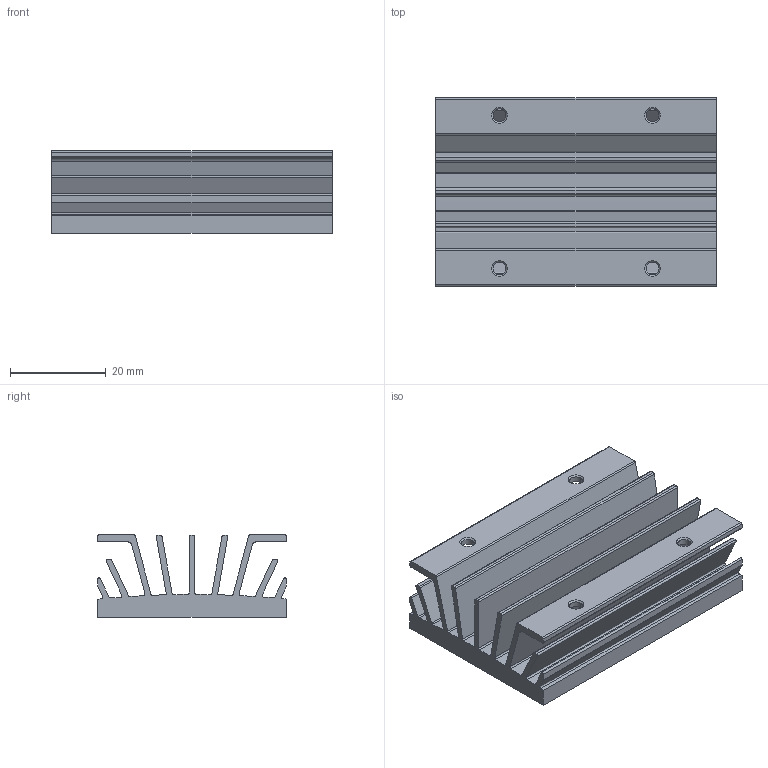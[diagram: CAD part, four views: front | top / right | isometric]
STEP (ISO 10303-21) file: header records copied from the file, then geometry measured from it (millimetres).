
FILE_DESCRIPTION (( 'STEP AP203' ), '1' );
FILE_NAME ('PORG_HEAT_SINK.step_Default_sldprt.STEP', '2020-11-13T20:12:52', ( '' ), ( '' ), 'SwSTEP 2.0', 'SolidWorks 2019', '' );
FILE_SCHEMA (( 'CONFIG_CONTROL_DESIGN' ));
Length unit declared in the file: inch
Products named in the file (1): PORG_HEAT_SINK.step_Default_sldprt
Bounding box: 58.7 x 39.4 x 17.3 mm (x, y, z)
Volume: 16345.3 mm3; surface area: 17718.9 mm2
Topology: 1 solids, 1 shells, 127 faces, 364 edges, 236 vertices
Faces by surface type: cylinder 70, plane 41, cone 16
Entity records: 4249 total; most frequent: DIRECTION 768, CARTESIAN_POINT 720, ORIENTED_EDGE 712, EDGE_CURVE 356, AXIS2_PLACEMENT_3D 284, VERTEX_POINT 236, VECTOR 200, LINE 200
